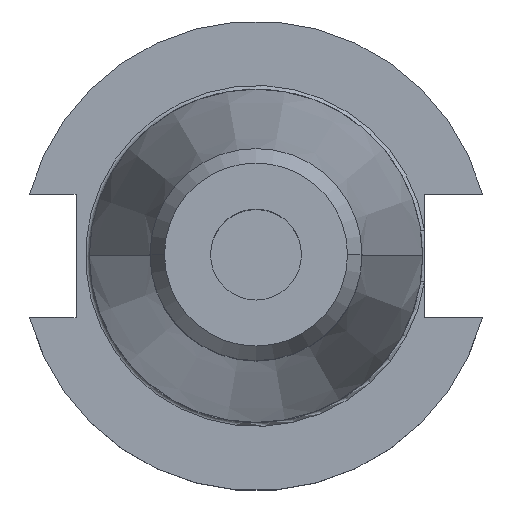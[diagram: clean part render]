
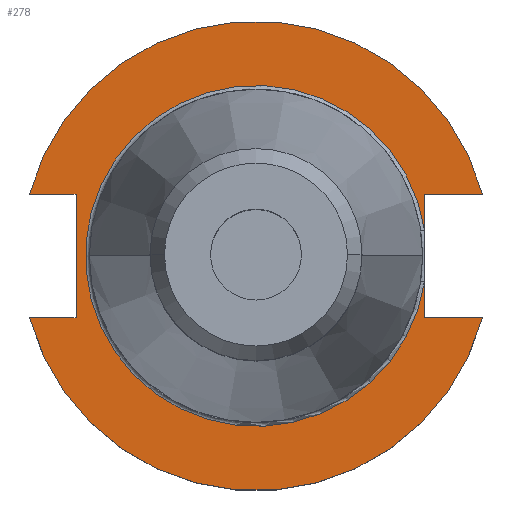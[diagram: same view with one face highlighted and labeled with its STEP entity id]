
A CAD part, top view. The second image highlights one B-rep face of the part: STEP entity #278.
In plain terms, the highlighted planar face has unit normal (0, 0, 1).
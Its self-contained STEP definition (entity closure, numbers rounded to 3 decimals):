
#29 = AXIS2_PLACEMENT_3D ( 'NONE', #407, #1757, #401 ) ;
#108 = LINE ( 'NONE', #692, #509 ) ;
#111 = EDGE_CURVE ( 'NONE', #469, #222, #1243, .T. ) ;
#138 = CARTESIAN_POINT ( 'NONE',  ( -37.719, -12.954, 19.05 ) ) ;
#141 = DIRECTION ( 'NONE',  ( 1., 0., 0. ) ) ;
#146 = VECTOR ( 'NONE', #845, 1000. ) ;
#148 = CARTESIAN_POINT ( 'NONE',  ( -37.719, 12.954, 19.05 ) ) ;
#166 = VECTOR ( 'NONE', #770, 1000. ) ;
#189 = EDGE_LOOP ( 'NONE', ( #1644, #1438, #1388, #1221, #514, #1048, #714, #1710, #223, #1291 ) ) ;
#190 = VECTOR ( 'NONE', #1576, 1000. ) ;
#196 = CARTESIAN_POINT ( 'NONE',  ( -47.477, -12.954, 19.05 ) ) ;
#201 = CARTESIAN_POINT ( 'NONE',  ( -47.477, 12.954, 19.05 ) ) ;
#221 = VECTOR ( 'NONE', #1214, 1000. ) ;
#222 = VERTEX_POINT ( 'NONE', #201 ) ;
#223 = ORIENTED_EDGE ( 'NONE', *, *, #262, .T. ) ;
#262 = EDGE_CURVE ( 'NONE', #934, #1589, #1511, .T. ) ;
#275 = DIRECTION ( 'NONE',  ( 1., 0., 0. ) ) ;
#278 = ADVANCED_FACE ( 'NONE', ( #1261 ), #1231, .T. ) ;
#283 = VERTEX_POINT ( 'NONE', #138 ) ;
#287 = DIRECTION ( 'NONE',  ( 0., 0., -1. ) ) ;
#293 = EDGE_CURVE ( 'NONE', #613, #1134, #929, .T. ) ;
#315 = DIRECTION ( 'NONE',  ( 0., -1., 0. ) ) ;
#395 = CARTESIAN_POINT ( 'NONE',  ( 0., 49.212, 19.05 ) ) ;
#401 = DIRECTION ( 'NONE',  ( 1., 0., 0. ) ) ;
#407 = CARTESIAN_POINT ( 'NONE',  ( 0., 0., 19.05 ) ) ;
#434 = EDGE_CURVE ( 'NONE', #934, #283, #108, .T. ) ;
#453 = VERTEX_POINT ( 'NONE', #1643 ) ;
#469 = VERTEX_POINT ( 'NONE', #973 ) ;
#509 = VECTOR ( 'NONE', #1507, 1000. ) ;
#514 = ORIENTED_EDGE ( 'NONE', *, *, #111, .T. ) ;
#556 = VECTOR ( 'NONE', #315, 1000. ) ;
#572 = EDGE_CURVE ( 'NONE', #1183, #453, #1285, .T. ) ;
#607 = VERTEX_POINT ( 'NONE', #1282 ) ;
#613 = VERTEX_POINT ( 'NONE', #1578 ) ;
#664 = DIRECTION ( 'NONE',  ( 0., 0., 1. ) ) ;
#673 = CARTESIAN_POINT ( 'NONE',  ( 0., 0., 19.05 ) ) ;
#678 = AXIS2_PLACEMENT_3D ( 'NONE', #1105, #287, #141 ) ;
#692 = CARTESIAN_POINT ( 'NONE',  ( -63.719, -12.954, 19.05 ) ) ;
#714 = ORIENTED_EDGE ( 'NONE', *, *, #1530, .F. ) ;
#717 = CARTESIAN_POINT ( 'NONE',  ( 47.477, -12.954, 19.05 ) ) ;
#739 = CARTESIAN_POINT ( 'NONE',  ( 35.306, 12.954, 19.05 ) ) ;
#747 = CARTESIAN_POINT ( 'NONE',  ( 35.306, -12.954, 19.05 ) ) ;
#770 = DIRECTION ( 'NONE',  ( -1., 0., 0. ) ) ;
#807 = LINE ( 'NONE', #877, #166 ) ;
#819 = DIRECTION ( 'NONE',  ( 0., 0., 1. ) ) ;
#845 = DIRECTION ( 'NONE',  ( 0., 1., 0. ) ) ;
#862 = CARTESIAN_POINT ( 'NONE',  ( -63.719, 12.954, 19.05 ) ) ;
#877 = CARTESIAN_POINT ( 'NONE',  ( 35.306, 12.954, 19.05 ) ) ;
#929 = LINE ( 'NONE', #1217, #221 ) ;
#934 = VERTEX_POINT ( 'NONE', #196 ) ;
#968 = DIRECTION ( 'NONE',  ( 1., 0., 0. ) ) ;
#973 = CARTESIAN_POINT ( 'NONE',  ( 47.477, 12.954, 19.05 ) ) ;
#999 = DIRECTION ( 'NONE',  ( -1., 0., 0. ) ) ;
#1027 = LINE ( 'NONE', #862, #1440 ) ;
#1048 = ORIENTED_EDGE ( 'NONE', *, *, #1551, .F. ) ;
#1105 = CARTESIAN_POINT ( 'NONE',  ( 0., 0., 19.05 ) ) ;
#1134 = VERTEX_POINT ( 'NONE', #747 ) ;
#1183 = VERTEX_POINT ( 'NONE', #739 ) ;
#1190 = EDGE_CURVE ( 'NONE', #469, #1183, #807, .T. ) ;
#1214 = DIRECTION ( 'NONE',  ( 0., -1., 0. ) ) ;
#1217 = CARTESIAN_POINT ( 'NONE',  ( 35.306, 12.954, 19.05 ) ) ;
#1221 = ORIENTED_EDGE ( 'NONE', *, *, #1190, .F. ) ;
#1231 = PLANE ( 'NONE',  #1364 ) ;
#1243 = CIRCLE ( 'NONE', #29, 49.212 ) ;
#1261 = FACE_OUTER_BOUND ( 'NONE', #189, .T. ) ;
#1268 = EDGE_CURVE ( 'NONE', #1134, #1589, #1336, .T. ) ;
#1276 = CARTESIAN_POINT ( 'NONE',  ( 35.306, 12.954, 19.05 ) ) ;
#1282 = CARTESIAN_POINT ( 'NONE',  ( -37.719, 12.954, 19.05 ) ) ;
#1285 = LINE ( 'NONE', #1276, #556 ) ;
#1291 = ORIENTED_EDGE ( 'NONE', *, *, #1268, .F. ) ;
#1297 = CIRCLE ( 'NONE', #678, 35.725 ) ;
#1336 = LINE ( 'NONE', #1691, #190 ) ;
#1364 = AXIS2_PLACEMENT_3D ( 'NONE', #395, #819, #968 ) ;
#1373 = LINE ( 'NONE', #148, #146 ) ;
#1388 = ORIENTED_EDGE ( 'NONE', *, *, #572, .F. ) ;
#1393 = AXIS2_PLACEMENT_3D ( 'NONE', #673, #664, #275 ) ;
#1438 = ORIENTED_EDGE ( 'NONE', *, *, #1445, .T. ) ;
#1440 = VECTOR ( 'NONE', #999, 1000. ) ;
#1445 = EDGE_CURVE ( 'NONE', #613, #453, #1297, .T. ) ;
#1507 = DIRECTION ( 'NONE',  ( 1., 0., 0. ) ) ;
#1511 = CIRCLE ( 'NONE', #1393, 49.212 ) ;
#1530 = EDGE_CURVE ( 'NONE', #283, #607, #1373, .T. ) ;
#1551 = EDGE_CURVE ( 'NONE', #607, #222, #1027, .T. ) ;
#1576 = DIRECTION ( 'NONE',  ( 1., 0., 0. ) ) ;
#1578 = CARTESIAN_POINT ( 'NONE',  ( 35.306, -5.455, 19.05 ) ) ;
#1589 = VERTEX_POINT ( 'NONE', #717 ) ;
#1643 = CARTESIAN_POINT ( 'NONE',  ( 35.306, 5.455, 19.05 ) ) ;
#1644 = ORIENTED_EDGE ( 'NONE', *, *, #293, .F. ) ;
#1691 = CARTESIAN_POINT ( 'NONE',  ( 35.306, -12.954, 19.05 ) ) ;
#1710 = ORIENTED_EDGE ( 'NONE', *, *, #434, .F. ) ;
#1757 = DIRECTION ( 'NONE',  ( 0., 0., 1. ) ) ;
